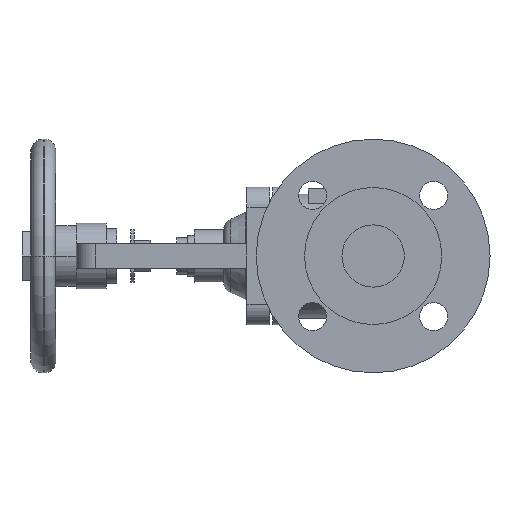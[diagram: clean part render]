
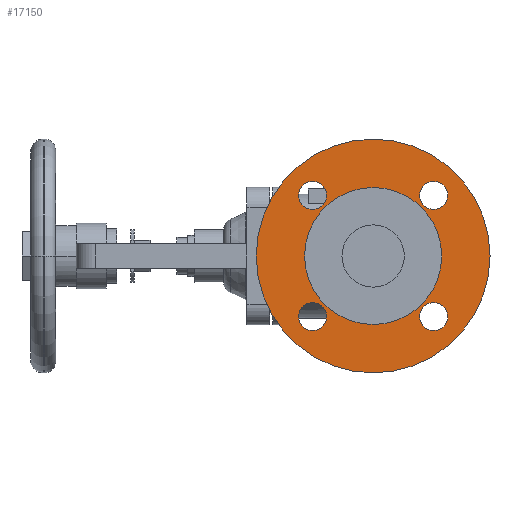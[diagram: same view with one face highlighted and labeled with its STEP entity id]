
A CAD part, left-side view. The second image highlights one B-rep face of the part: STEP entity #17150.
In plain terms, the highlighted planar face has unit normal (-1, 0, 0).
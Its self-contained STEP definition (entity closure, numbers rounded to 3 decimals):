
#8510=CARTESIAN_POINT('',(-95.8,0.,75.));
#8520=VERTEX_POINT('',#8510);
#8680=CARTESIAN_POINT('',(-95.8,0.,-75.));
#8690=VERTEX_POINT('',#8680);
#8720=CARTESIAN_POINT('',(-95.8,0.,0.));
#8730=DIRECTION('',(1.,0.,0.));
#8740=DIRECTION('',(0.,0.,-1.));
#8750=AXIS2_PLACEMENT_3D('',#8720,#8730,#8740);
#8760=CIRCLE('',#8750,75.);
#8770=EDGE_CURVE('',#8520,#8690,#8760,.T.);
#9000=CARTESIAN_POINT('',(-95.8,38.891,-47.891));
#9010=VERTEX_POINT('',#9000);
#9170=CARTESIAN_POINT('',(-95.8,38.891,-29.891));
#9180=VERTEX_POINT('',#9170);
#9210=CARTESIAN_POINT('',(-95.8,38.891,-38.891));
#9220=DIRECTION('',(-1.,0.,0.));
#9230=DIRECTION('',(0.,0.,-1.));
#9240=AXIS2_PLACEMENT_3D('',#9210,#9220,#9230);
#9250=CIRCLE('',#9240,9.);
#9260=EDGE_CURVE('',#9010,#9180,#9250,.T.);
#9490=CARTESIAN_POINT('',(-95.8,-38.891,-47.891));
#9500=VERTEX_POINT('',#9490);
#9660=CARTESIAN_POINT('',(-95.8,-38.891,-29.891));
#9670=VERTEX_POINT('',#9660);
#9700=CARTESIAN_POINT('',(-95.8,-38.891,-38.891));
#9710=DIRECTION('',(-1.,0.,0.));
#9720=DIRECTION('',(0.,0.,-1.));
#9730=AXIS2_PLACEMENT_3D('',#9700,#9710,#9720);
#9740=CIRCLE('',#9730,9.);
#9750=EDGE_CURVE('',#9500,#9670,#9740,.T.);
#9980=CARTESIAN_POINT('',(-95.8,38.891,47.891));
#9990=VERTEX_POINT('',#9980);
#10020=CARTESIAN_POINT('',(-95.8,38.891,38.891));
#10030=DIRECTION('',(-1.,0.,0.));
#10040=DIRECTION('',(0.,0.,-1.));
#10050=AXIS2_PLACEMENT_3D('',#10020,#10030,#10040);
#10060=CIRCLE('',#10050,9.);
#10070=CARTESIAN_POINT('',(-95.8,38.891,29.891));
#10080=VERTEX_POINT('',#10070);
#10090=EDGE_CURVE('',#10080,#9990,#10060,.T.);
#10470=CARTESIAN_POINT('',(-95.8,-38.891,47.891));
#10480=VERTEX_POINT('',#10470);
#10510=CARTESIAN_POINT('',(-95.8,-38.891,38.891));
#10520=DIRECTION('',(-1.,0.,0.));
#10530=DIRECTION('',(0.,0.,-1.));
#10540=AXIS2_PLACEMENT_3D('',#10510,#10520,#10530);
#10550=CIRCLE('',#10540,9.);
#10560=CARTESIAN_POINT('',(-95.8,-38.891,29.891));
#10570=VERTEX_POINT('',#10560);
#10580=EDGE_CURVE('',#10570,#10480,#10550,.T.);
#10960=CARTESIAN_POINT('',(-95.8,-44.,0.));
#10970=VERTEX_POINT('',#10960);
#11000=CARTESIAN_POINT('',(-95.8,0.,0.));
#11010=DIRECTION('',(-1.,0.,0.));
#11020=DIRECTION('',(0.,1.,0.));
#11030=AXIS2_PLACEMENT_3D('',#11000,#11010,#11020);
#11040=CIRCLE('',#11030,44.);
#11050=CARTESIAN_POINT('',(-95.8,44.,0.));
#11060=VERTEX_POINT('',#11050);
#11070=EDGE_CURVE('',#11060,#10970,#11040,.T.);
#16800=CARTESIAN_POINT('',(-95.8,59.5,0.));
#16810=DIRECTION('',(1.,0.,0.));
#16820=DIRECTION('',(0.,-1.,0.));
#16830=AXIS2_PLACEMENT_3D('',#16800,#16810,#16820);
#16840=PLANE('',#16830);
#16850=ORIENTED_EDGE('',*,*,#11070,.F.);
#16860=EDGE_CURVE('',#10970,#11060,#11040,.T.);
#16870=ORIENTED_EDGE('',*,*,#16860,.F.);
#16880=EDGE_LOOP('',(#16870,#16850));
#16890=FACE_BOUND('',#16880,.T.);
#16900=EDGE_CURVE('',#8690,#8520,#8760,.T.);
#16910=ORIENTED_EDGE('',*,*,#16900,.F.);
#16920=ORIENTED_EDGE('',*,*,#8770,.F.);
#16930=EDGE_LOOP('',(#16920,#16910));
#16940=FACE_OUTER_BOUND('',#16930,.T.);
#16950=EDGE_CURVE('',#9180,#9010,#9250,.T.);
#16960=ORIENTED_EDGE('',*,*,#16950,.F.);
#16970=ORIENTED_EDGE('',*,*,#9260,.F.);
#16980=EDGE_LOOP('',(#16970,#16960));
#16990=FACE_BOUND('',#16980,.T.);
#17000=EDGE_CURVE('',#9670,#9500,#9740,.T.);
#17010=ORIENTED_EDGE('',*,*,#17000,.F.);
#17020=ORIENTED_EDGE('',*,*,#9750,.F.);
#17030=EDGE_LOOP('',(#17020,#17010));
#17040=FACE_BOUND('',#17030,.T.);
#17050=EDGE_CURVE('',#9990,#10080,#10060,.T.);
#17060=ORIENTED_EDGE('',*,*,#17050,.F.);
#17070=ORIENTED_EDGE('',*,*,#10090,.F.);
#17080=EDGE_LOOP('',(#17070,#17060));
#17090=FACE_BOUND('',#17080,.T.);
#17100=EDGE_CURVE('',#10480,#10570,#10550,.T.);
#17110=ORIENTED_EDGE('',*,*,#17100,.F.);
#17120=ORIENTED_EDGE('',*,*,#10580,.F.);
#17130=EDGE_LOOP('',(#17120,#17110));
#17140=FACE_BOUND('',#17130,.T.);
#17150=ADVANCED_FACE('',(#16890,#16940,#16990,#17040,#17090,#17140),
#16840,.F.);
